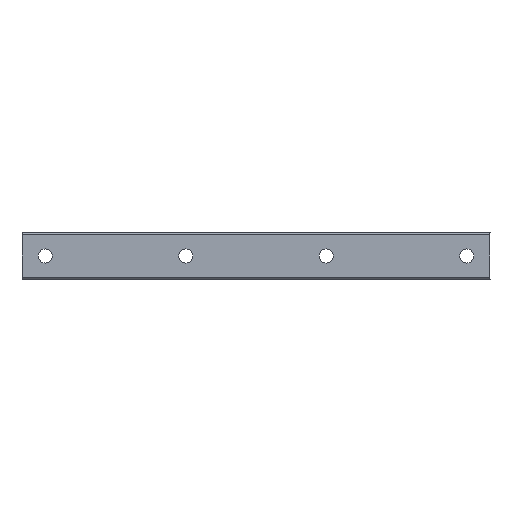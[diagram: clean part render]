
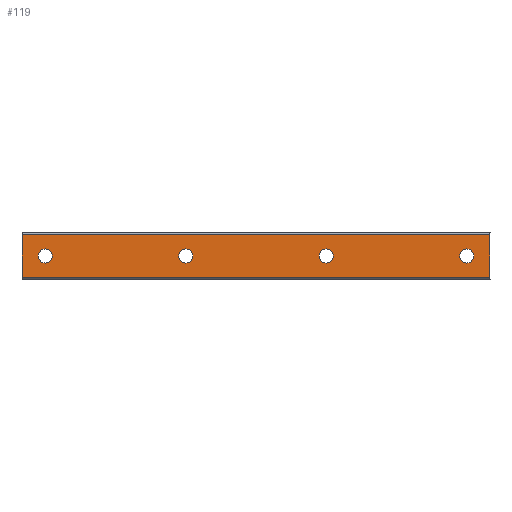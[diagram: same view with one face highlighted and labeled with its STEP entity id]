
A CAD part, front view. The second image highlights one B-rep face of the part: STEP entity #119.
In plain terms, the highlighted planar face has unit normal (0, -1, 0).
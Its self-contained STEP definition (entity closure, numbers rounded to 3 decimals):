
#1 = VECTOR ( 'NONE', #1564, 1000. ) ;
#19 = CARTESIAN_POINT ( 'NONE',  ( 60., 0., 3. ) ) ;
#52 = EDGE_CURVE ( 'NONE', #715, #54, #441, .T. ) ;
#54 = VERTEX_POINT ( 'NONE', #724 ) ;
#69 = CIRCLE ( 'NONE', #130, 3. ) ;
#87 = CARTESIAN_POINT ( 'NONE',  ( 0., 0., 0. ) ) ;
#91 = EDGE_CURVE ( 'NONE', #727, #1481, #1241, .T. ) ;
#93 = CARTESIAN_POINT ( 'NONE',  ( 190., 0., 9. ) ) ;
#119 = ADVANCED_FACE ( 'NONE', ( #1573, #275, #859, #1432, #773 ), #1048, .F. ) ;
#130 = AXIS2_PLACEMENT_3D ( 'NONE', #1569, #286, #1581 ) ;
#140 = EDGE_LOOP ( 'NONE', ( #1602, #171 ) ) ;
#165 = DIRECTION ( 'NONE',  ( 0., 0., 1. ) ) ;
#171 = ORIENTED_EDGE ( 'NONE', *, *, #983, .F. ) ;
#214 = VECTOR ( 'NONE', #1110, 1000. ) ;
#250 = VERTEX_POINT ( 'NONE', #611 ) ;
#258 = CARTESIAN_POINT ( 'NONE',  ( 120., 0., 0. ) ) ;
#264 = DIRECTION ( 'NONE',  ( 0., 0., 1. ) ) ;
#270 = VERTEX_POINT ( 'NONE', #1250 ) ;
#275 = FACE_BOUND ( 'NONE', #1852, .T. ) ;
#286 = DIRECTION ( 'NONE',  ( 0., -1., 0. ) ) ;
#289 = DIRECTION ( 'NONE',  ( 0., 0., 1. ) ) ;
#291 = DIRECTION ( 'NONE',  ( 0., -1., 0. ) ) ;
#295 = EDGE_CURVE ( 'NONE', #270, #797, #731, .T. ) ;
#298 = AXIS2_PLACEMENT_3D ( 'NONE', #895, #1756, #165 ) ;
#316 = LINE ( 'NONE', #897, #1761 ) ;
#329 = EDGE_LOOP ( 'NONE', ( #1074, #1529 ) ) ;
#350 = ORIENTED_EDGE ( 'NONE', *, *, #1418, .F. ) ;
#377 = CARTESIAN_POINT ( 'NONE',  ( 180., 0., 0. ) ) ;
#432 = AXIS2_PLACEMENT_3D ( 'NONE', #258, #1565, #264 ) ;
#441 = LINE ( 'NONE', #1590, #613 ) ;
#460 = AXIS2_PLACEMENT_3D ( 'NONE', #1191, #754, #777 ) ;
#530 = DIRECTION ( 'NONE',  ( 0., 0., 1. ) ) ;
#573 = EDGE_CURVE ( 'NONE', #54, #250, #316, .T. ) ;
#588 = AXIS2_PLACEMENT_3D ( 'NONE', #1017, #291, #874 ) ;
#611 = CARTESIAN_POINT ( 'NONE',  ( 190., 0., 9. ) ) ;
#613 = VECTOR ( 'NONE', #289, 1000. ) ;
#622 = CARTESIAN_POINT ( 'NONE',  ( 60., 0., -3. ) ) ;
#644 = CARTESIAN_POINT ( 'NONE',  ( 0., 0., -3. ) ) ;
#674 = ORIENTED_EDGE ( 'NONE', *, *, #931, .F. ) ;
#697 = LINE ( 'NONE', #93, #214 ) ;
#715 = VERTEX_POINT ( 'NONE', #1008 ) ;
#724 = CARTESIAN_POINT ( 'NONE',  ( -10., 0., 9. ) ) ;
#727 = VERTEX_POINT ( 'NONE', #19 ) ;
#731 = CIRCLE ( 'NONE', #1143, 3. ) ;
#747 = CARTESIAN_POINT ( 'NONE',  ( 0., 0., 3. ) ) ;
#754 = DIRECTION ( 'NONE',  ( 0., -1., 0. ) ) ;
#773 = FACE_BOUND ( 'NONE', #140, .T. ) ;
#777 = DIRECTION ( 'NONE',  ( 0., 0., 1. ) ) ;
#789 = EDGE_CURVE ( 'NONE', #1845, #1874, #1491, .T. ) ;
#794 = EDGE_CURVE ( 'NONE', #797, #270, #801, .T. ) ;
#797 = VERTEX_POINT ( 'NONE', #1572 ) ;
#800 = AXIS2_PLACEMENT_3D ( 'NONE', #87, #1405, #1696 ) ;
#801 = CIRCLE ( 'NONE', #1735, 3. ) ;
#855 = CIRCLE ( 'NONE', #460, 3. ) ;
#859 = FACE_BOUND ( 'NONE', #1651, .T. ) ;
#874 = DIRECTION ( 'NONE',  ( 0., 0., 1. ) ) ;
#895 = CARTESIAN_POINT ( 'NONE',  ( 190., 0., 9. ) ) ;
#896 = VERTEX_POINT ( 'NONE', #1330 ) ;
#897 = CARTESIAN_POINT ( 'NONE',  ( 190., 0., 9. ) ) ;
#931 = EDGE_CURVE ( 'NONE', #1011, #1013, #1400, .T. ) ;
#983 = EDGE_CURVE ( 'NONE', #1481, #727, #855, .T. ) ;
#995 = DIRECTION ( 'NONE',  ( 0., 0., 1. ) ) ;
#998 = AXIS2_PLACEMENT_3D ( 'NONE', #1439, #1863, #1009 ) ;
#1008 = CARTESIAN_POINT ( 'NONE',  ( -10., 0., -9. ) ) ;
#1009 = DIRECTION ( 'NONE',  ( 0., 0., 1. ) ) ;
#1011 = VERTEX_POINT ( 'NONE', #747 ) ;
#1013 = VERTEX_POINT ( 'NONE', #644 ) ;
#1017 = CARTESIAN_POINT ( 'NONE',  ( 0., 0., 0. ) ) ;
#1048 = PLANE ( 'NONE',  #298 ) ;
#1074 = ORIENTED_EDGE ( 'NONE', *, *, #789, .F. ) ;
#1110 = DIRECTION ( 'NONE',  ( 0., 0., -1. ) ) ;
#1136 = ORIENTED_EDGE ( 'NONE', *, *, #573, .F. ) ;
#1143 = AXIS2_PLACEMENT_3D ( 'NONE', #377, #1807, #530 ) ;
#1191 = CARTESIAN_POINT ( 'NONE',  ( 60., 0., 0. ) ) ;
#1206 = EDGE_LOOP ( 'NONE', ( #350, #1416, #1136, #1706 ) ) ;
#1237 = EDGE_CURVE ( 'NONE', #1013, #1011, #1488, .T. ) ;
#1241 = CIRCLE ( 'NONE', #998, 3. ) ;
#1250 = CARTESIAN_POINT ( 'NONE',  ( 180., 0., 3. ) ) ;
#1279 = CARTESIAN_POINT ( 'NONE',  ( 180., 0., 0. ) ) ;
#1320 = DIRECTION ( 'NONE',  ( 0., -1., 0. ) ) ;
#1329 = CARTESIAN_POINT ( 'NONE',  ( 120., 0., 3. ) ) ;
#1330 = CARTESIAN_POINT ( 'NONE',  ( 190., 0., -9. ) ) ;
#1400 = CIRCLE ( 'NONE', #588, 3. ) ;
#1405 = DIRECTION ( 'NONE',  ( 0., -1., 0. ) ) ;
#1416 = ORIENTED_EDGE ( 'NONE', *, *, #1637, .F. ) ;
#1418 = EDGE_CURVE ( 'NONE', #896, #715, #1438, .T. ) ;
#1424 = ORIENTED_EDGE ( 'NONE', *, *, #295, .F. ) ;
#1430 = CARTESIAN_POINT ( 'NONE',  ( 190., 0., -9. ) ) ;
#1432 = FACE_BOUND ( 'NONE', #329, .T. ) ;
#1438 = LINE ( 'NONE', #1430, #1 ) ;
#1439 = CARTESIAN_POINT ( 'NONE',  ( 60., 0., 0. ) ) ;
#1481 = VERTEX_POINT ( 'NONE', #622 ) ;
#1488 = CIRCLE ( 'NONE', #800, 3. ) ;
#1491 = CIRCLE ( 'NONE', #432, 3. ) ;
#1529 = ORIENTED_EDGE ( 'NONE', *, *, #1699, .F. ) ;
#1564 = DIRECTION ( 'NONE',  ( -1., 0., 0. ) ) ;
#1565 = DIRECTION ( 'NONE',  ( 0., -1., 0. ) ) ;
#1569 = CARTESIAN_POINT ( 'NONE',  ( 120., 0., 0. ) ) ;
#1572 = CARTESIAN_POINT ( 'NONE',  ( 180., 0., -3. ) ) ;
#1573 = FACE_OUTER_BOUND ( 'NONE', #1206, .T. ) ;
#1581 = DIRECTION ( 'NONE',  ( 0., 0., 1. ) ) ;
#1590 = CARTESIAN_POINT ( 'NONE',  ( -10., 0., 9. ) ) ;
#1602 = ORIENTED_EDGE ( 'NONE', *, *, #91, .F. ) ;
#1623 = ORIENTED_EDGE ( 'NONE', *, *, #794, .F. ) ;
#1637 = EDGE_CURVE ( 'NONE', #250, #896, #697, .T. ) ;
#1651 = EDGE_LOOP ( 'NONE', ( #1424, #1623 ) ) ;
#1696 = DIRECTION ( 'NONE',  ( 0., 0., 1. ) ) ;
#1699 = EDGE_CURVE ( 'NONE', #1874, #1845, #69, .T. ) ;
#1706 = ORIENTED_EDGE ( 'NONE', *, *, #52, .F. ) ;
#1735 = AXIS2_PLACEMENT_3D ( 'NONE', #1279, #1320, #995 ) ;
#1756 = DIRECTION ( 'NONE',  ( 0., 1., 0. ) ) ;
#1761 = VECTOR ( 'NONE', #1773, 1000. ) ;
#1773 = DIRECTION ( 'NONE',  ( 1., 0., 0. ) ) ;
#1776 = CARTESIAN_POINT ( 'NONE',  ( 120., 0., -3. ) ) ;
#1807 = DIRECTION ( 'NONE',  ( 0., -1., 0. ) ) ;
#1829 = ORIENTED_EDGE ( 'NONE', *, *, #1237, .F. ) ;
#1845 = VERTEX_POINT ( 'NONE', #1329 ) ;
#1852 = EDGE_LOOP ( 'NONE', ( #674, #1829 ) ) ;
#1863 = DIRECTION ( 'NONE',  ( 0., -1., 0. ) ) ;
#1874 = VERTEX_POINT ( 'NONE', #1776 ) ;
